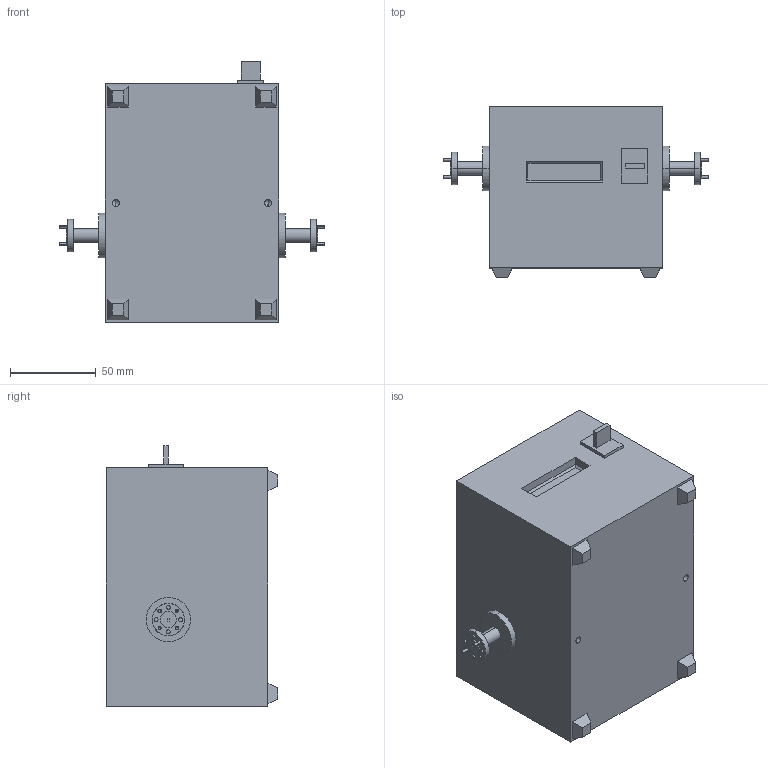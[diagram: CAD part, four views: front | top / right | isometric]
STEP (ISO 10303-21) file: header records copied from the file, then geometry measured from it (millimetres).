
FILE_DESCRIPTION (( 'STEP AP203' ), '1' );
FILE_NAME ('STA-60-06-P1.STEP', '2018-07-12T23:00:58', ( '' ), ( '' ), 'SwSTEP 2.0', 'SolidWorks 2016', '' );
FILE_SCHEMA (( 'CONFIG_CONTROL_DESIGN' ));
Length unit declared in the file: inch
Products named in the file (1): STA-60-06-P1
Bounding box: 154.94 x 100.33 x 152.58 mm (x, y, z)
Volume: 1348142.1 mm3; surface area: 78876.1 mm2
Topology: 1 solids, 1 shells, 167 faces, 396 edges, 254 vertices
Faces by surface type: plane 71, cylinder 60, cone 36
Entity records: 4945 total; most frequent: DIRECTION 896, CARTESIAN_POINT 814, ORIENTED_EDGE 784, EDGE_CURVE 392, AXIS2_PLACEMENT_3D 336, VERTEX_POINT 254, VECTOR 224, LINE 224
